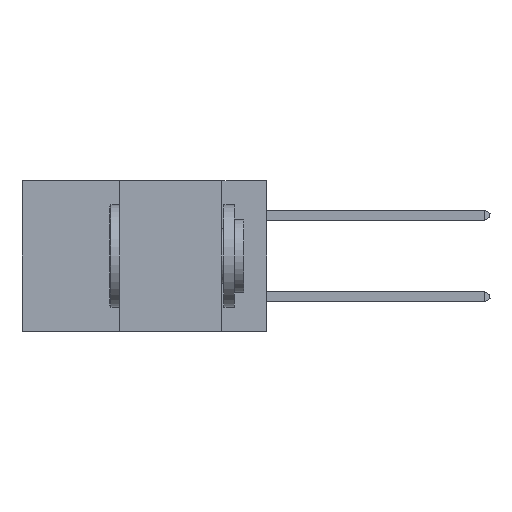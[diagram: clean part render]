
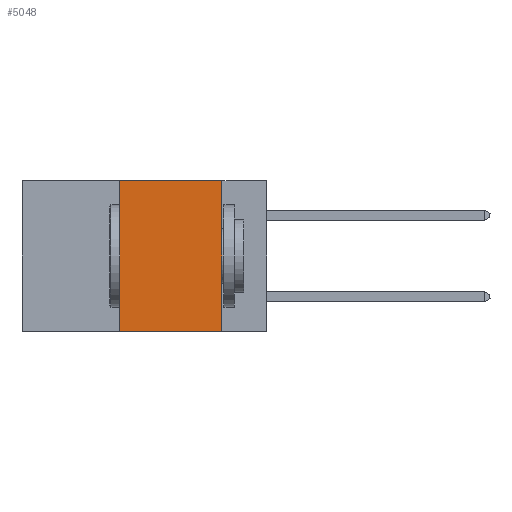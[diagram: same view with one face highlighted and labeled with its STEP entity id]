
A CAD part, left-side view. The second image highlights one B-rep face of the part: STEP entity #5048.
In plain terms, the highlighted planar face has unit normal (-1, 0, 0).
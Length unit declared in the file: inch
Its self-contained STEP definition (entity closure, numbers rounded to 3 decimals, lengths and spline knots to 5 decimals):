
#2268 = DIRECTION ( 'NONE',  ( 0., 0., -1. ) ) ;
#2742 = VERTEX_POINT ( 'NONE', #27094 ) ;
#3577 = DIRECTION ( 'NONE',  ( 0., -1., 0. ) ) ;
#4871 = ORIENTED_EDGE ( 'NONE', *, *, #19612, .F. ) ;
#5048 = ADVANCED_FACE ( 'NONE', ( #47600 ), #20992, .F. ) ;
#5506 = VERTEX_POINT ( 'NONE', #37930 ) ;
#5668 = CARTESIAN_POINT ( 'NONE',  ( 0., 0.6, -0.37 ) ) ;
#5769 = LINE ( 'NONE', #45358, #14607 ) ;
#5918 = CARTESIAN_POINT ( 'NONE',  ( 0., 0.6, 0. ) ) ;
#9111 = EDGE_CURVE ( 'NONE', #12013, #5506, #28295, .T. ) ;
#9478 = DIRECTION ( 'NONE',  ( 0., -1., 0. ) ) ;
#11018 = CARTESIAN_POINT ( 'NONE',  ( 0., 0.6, 0. ) ) ;
#11249 = LINE ( 'NONE', #24079, #39528 ) ;
#11734 = EDGE_CURVE ( 'NONE', #15619, #2742, #34305, .T. ) ;
#12013 = VERTEX_POINT ( 'NONE', #27375 ) ;
#14607 = VECTOR ( 'NONE', #41606, 39.37008 ) ;
#15619 = VERTEX_POINT ( 'NONE', #44417 ) ;
#17198 = EDGE_CURVE ( 'NONE', #2742, #5506, #11249, .T. ) ;
#18960 = ORIENTED_EDGE ( 'NONE', *, *, #17198, .F. ) ;
#19612 = EDGE_CURVE ( 'NONE', #12013, #15619, #5769, .T. ) ;
#20992 = PLANE ( 'NONE',  #41058 ) ;
#22264 = VECTOR ( 'NONE', #3577, 39.37008 ) ;
#23606 = ORIENTED_EDGE ( 'NONE', *, *, #11734, .F. ) ;
#24079 = CARTESIAN_POINT ( 'NONE',  ( 0., 0.11, 0. ) ) ;
#24709 = DIRECTION ( 'NONE',  ( 1., 0., 0. ) ) ;
#27094 = CARTESIAN_POINT ( 'NONE',  ( 0., 0.11, 0. ) ) ;
#27375 = CARTESIAN_POINT ( 'NONE',  ( 0., 0.36, -0.37 ) ) ;
#28295 = LINE ( 'NONE', #5668, #46697 ) ;
#34305 = LINE ( 'NONE', #11018, #22264 ) ;
#34499 = ORIENTED_EDGE ( 'NONE', *, *, #9111, .T. ) ;
#37930 = CARTESIAN_POINT ( 'NONE',  ( 0., 0.11, -0.37 ) ) ;
#39528 = VECTOR ( 'NONE', #46070, 39.37008 ) ;
#41058 = AXIS2_PLACEMENT_3D ( 'NONE', #5918, #24709, #2268 ) ;
#41606 = DIRECTION ( 'NONE',  ( 0., 0., 1. ) ) ;
#44417 = CARTESIAN_POINT ( 'NONE',  ( 0., 0.36, 0. ) ) ;
#45358 = CARTESIAN_POINT ( 'NONE',  ( 0., 0.36, 0. ) ) ;
#45383 = EDGE_LOOP ( 'NONE', ( #18960, #23606, #4871, #34499 ) ) ;
#46070 = DIRECTION ( 'NONE',  ( 0., 0., -1. ) ) ;
#46697 = VECTOR ( 'NONE', #9478, 39.37008 ) ;
#47600 = FACE_OUTER_BOUND ( 'NONE', #45383, .T. ) ;
